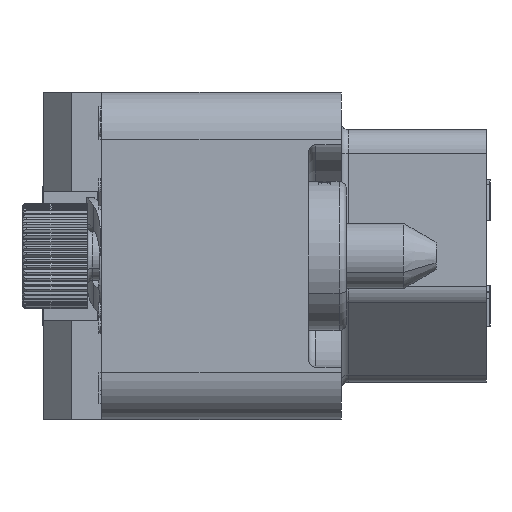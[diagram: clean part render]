
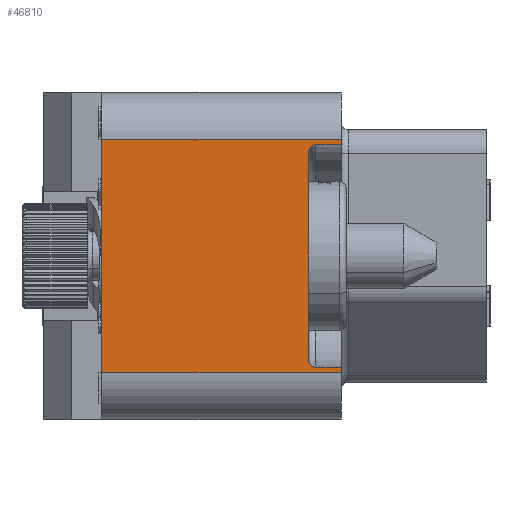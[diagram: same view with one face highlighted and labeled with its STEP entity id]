
A CAD part, left-side view. The second image highlights one B-rep face of the part: STEP entity #46810.
In plain terms, the highlighted planar face has unit normal (-1, 0, 0).
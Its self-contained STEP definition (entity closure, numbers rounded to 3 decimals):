
#4795=DIRECTION('',(0.,1.,0.));
#4796=VECTOR('',#4795,10.25);
#4797=CARTESIAN_POINT('',(-40.,0.,-5.));
#4798=LINE('',#4797,#4796);
#4804=DIRECTION('',(0.,0.,-1.));
#4805=VECTOR('',#4804,10.);
#4806=CARTESIAN_POINT('',(-40.,10.25,5.));
#4807=LINE('',#4806,#4805);
#5345=DIRECTION('',(0.,-1.,0.));
#5346=VECTOR('',#5345,10.25);
#5347=CARTESIAN_POINT('',(-40.,10.25,5.));
#5348=LINE('',#5347,#5346);
#5354=DIRECTION('',(0.,0.,1.));
#5355=VECTOR('',#5354,8.9);
#5356=CARTESIAN_POINT('',(-40.,1.4,-4.45));
#5357=LINE('',#5356,#5355);
#5358=DIRECTION('',(0.,1.,0.));
#5359=VECTOR('',#5358,1.1);
#5360=CARTESIAN_POINT('',(-40.,0.,-4.75));
#5361=LINE('',#5360,#5359);
#5362=DIRECTION('',(0.,0.,-1.));
#5363=VECTOR('',#5362,0.25);
#5364=CARTESIAN_POINT('',(-40.,0.,-4.75));
#5365=LINE('',#5364,#5363);
#5366=DIRECTION('',(0.,0.,-1.));
#5367=VECTOR('',#5366,0.25);
#5368=CARTESIAN_POINT('',(-40.,0.,5.));
#5369=LINE('',#5368,#5367);
#5370=DIRECTION('',(0.,1.,0.));
#5371=VECTOR('',#5370,1.1);
#5372=CARTESIAN_POINT('',(-40.,0.,4.75));
#5373=LINE('',#5372,#5371);
#5397=CARTESIAN_POINT('',(-40.,1.1,-4.45));
#5398=DIRECTION('',(1.,0.,0.));
#5399=DIRECTION('',(0.,0.,-1.));
#5400=AXIS2_PLACEMENT_3D('',#5397,#5398,#5399);
#5421=CARTESIAN_POINT('',(-40.,1.1,4.45));
#5422=DIRECTION('',(1.,0.,0.));
#5423=DIRECTION('',(0.,1.,0.));
#5424=AXIS2_PLACEMENT_3D('',#5421,#5422,#5423);
#34976=CARTESIAN_POINT('',(-40.,0.,5.));
#34977=VERTEX_POINT('',#34976);
#34978=CARTESIAN_POINT('',(-40.,10.25,5.));
#34979=VERTEX_POINT('',#34978);
#34984=CARTESIAN_POINT('',(-40.,10.25,-5.));
#34985=VERTEX_POINT('',#34984);
#34986=CARTESIAN_POINT('',(-40.,0.,-5.));
#34987=VERTEX_POINT('',#34986);
#34996=CARTESIAN_POINT('',(-40.,0.,-4.75));
#34998=VERTEX_POINT('',#34996);
#35002=CARTESIAN_POINT('',(-40.,0.,4.75));
#35003=VERTEX_POINT('',#35002);
#35213=CARTESIAN_POINT('',(-40.,1.4,-4.45));
#35215=VERTEX_POINT('',#35213);
#35217=CARTESIAN_POINT('',(-40.,1.1,-4.75));
#35219=VERTEX_POINT('',#35217);
#35224=CARTESIAN_POINT('',(-40.,1.4,4.45));
#35225=VERTEX_POINT('',#35224);
#35226=CARTESIAN_POINT('',(-40.,1.1,4.75));
#35227=VERTEX_POINT('',#35226);
#46788=CARTESIAN_POINT('',(-40.,0.,7.));
#46789=DIRECTION('',(-1.,0.,0.));
#46790=DIRECTION('',(0.,1.,0.));
#46791=AXIS2_PLACEMENT_3D('',#46788,#46789,#46790);
#46792=PLANE('',#46791);
#46794=ORIENTED_EDGE('',*,*,#46793,.F.);
#46796=ORIENTED_EDGE('',*,*,#46795,.F.);
#46798=ORIENTED_EDGE('',*,*,#46797,.F.);
#46799=ORIENTED_EDGE('',*,*,#46387,.T.);
#46800=ORIENTED_EDGE('',*,*,#46464,.T.);
#46801=ORIENTED_EDGE('',*,*,#46477,.F.);
#46802=ORIENTED_EDGE('',*,*,#46782,.T.);
#46803=ORIENTED_EDGE('',*,*,#46395,.T.);
#46805=ORIENTED_EDGE('',*,*,#46804,.T.);
#46807=ORIENTED_EDGE('',*,*,#46806,.F.);
#46808=EDGE_LOOP('',(#46794,#46796,#46798,#46799,#46800,#46801,#46802,#46803,
#46805,#46807));
#46809=FACE_OUTER_BOUND('',#46808,.F.);
#46810=ADVANCED_FACE('',(#46809),#46792,.T.);
#5401=CIRCLE('',#5400,0.3);
#5425=CIRCLE('',#5424,0.3);
#46387=EDGE_CURVE('',#34998,#34987,#5365,.T.);
#46395=EDGE_CURVE('',#34977,#35003,#5369,.T.);
#46464=EDGE_CURVE('',#34987,#34985,#4798,.T.);
#46477=EDGE_CURVE('',#34979,#34985,#4807,.T.);
#46782=EDGE_CURVE('',#34979,#34977,#5348,.T.);
#46793=EDGE_CURVE('',#35215,#35225,#5357,.T.);
#46795=EDGE_CURVE('',#35219,#35215,#5401,.T.);
#46797=EDGE_CURVE('',#34998,#35219,#5361,.T.);
#46804=EDGE_CURVE('',#35003,#35227,#5373,.T.);
#46806=EDGE_CURVE('',#35225,#35227,#5425,.T.);
